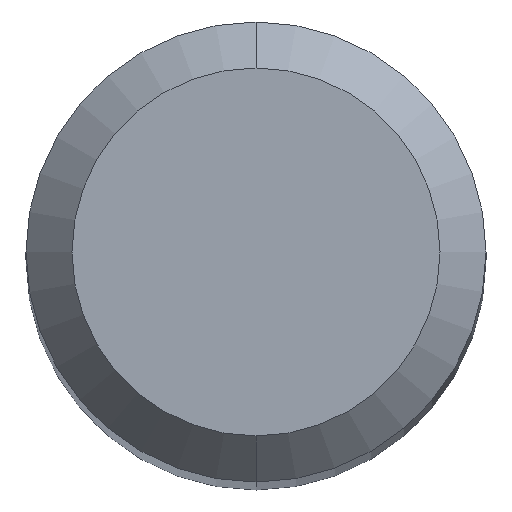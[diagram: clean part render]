
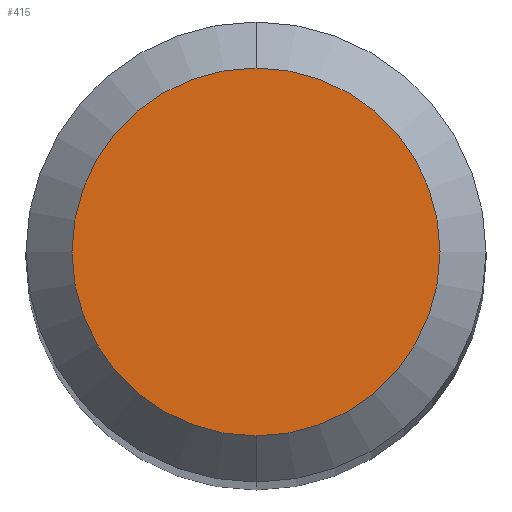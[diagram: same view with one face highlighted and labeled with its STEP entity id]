
A CAD part, top view. The second image highlights one B-rep face of the part: STEP entity #415.
In plain terms, the highlighted planar face has unit normal (0, 0, 1).
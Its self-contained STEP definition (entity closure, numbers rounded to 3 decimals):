
#271=VERTEX_POINT('',#587);
#321=EDGE_CURVE('',#341,#271,#643,.T.);
#337=EDGE_CURVE('',#271,#341,#662,.T.);
#341=VERTEX_POINT('',#667);
#415=ADVANCED_FACE('',(#748),#749,.T.);
#587=CARTESIAN_POINT('',(0.,-1.2,0.0));
#643=CIRCLE('',#1152,1.2);
#662=CIRCLE('',#1176,1.2);
#667=CARTESIAN_POINT('',(0.0,1.2,0.0));
#748=FACE_OUTER_BOUND('',#1325,.T.);
#749=PLANE('',#1326);
#1152=AXIS2_PLACEMENT_3D('',#1611,#1612,#1613);
#1176=AXIS2_PLACEMENT_3D('',#1649,#1650,#1651);
#1325=EDGE_LOOP('',(#1751,#1752));
#1326=AXIS2_PLACEMENT_3D('',#1753,#1754,#1755);
#1611=CARTESIAN_POINT('',(0.0,0.0,0.0));
#1612=DIRECTION('',(0.0,0.0,-1.0));
#1613=DIRECTION('',(0.0,1.0,0.0));
#1649=CARTESIAN_POINT('',(0.0,0.0,0.0));
#1650=DIRECTION('',(0.0,0.0,-1.0));
#1651=DIRECTION('',(0.0,1.0,0.0));
#1751=ORIENTED_EDGE('',*,*,#321,.F.);
#1752=ORIENTED_EDGE('',*,*,#337,.F.);
#1753=CARTESIAN_POINT('',(0.0,0.6,0.0));
#1754=DIRECTION('',(-0.0,0.0,1.0));
#1755=DIRECTION('',(0.0,-1.0,0.0));
